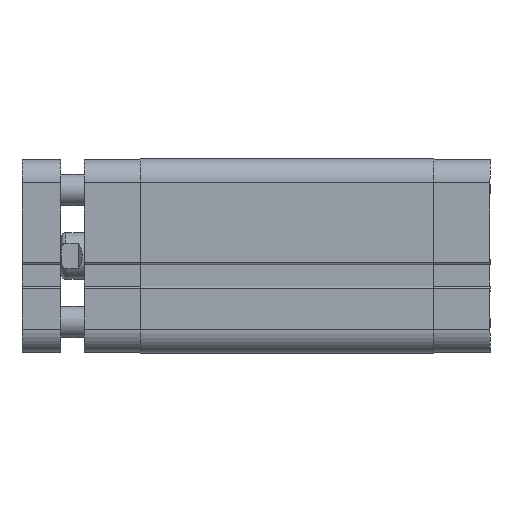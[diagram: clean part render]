
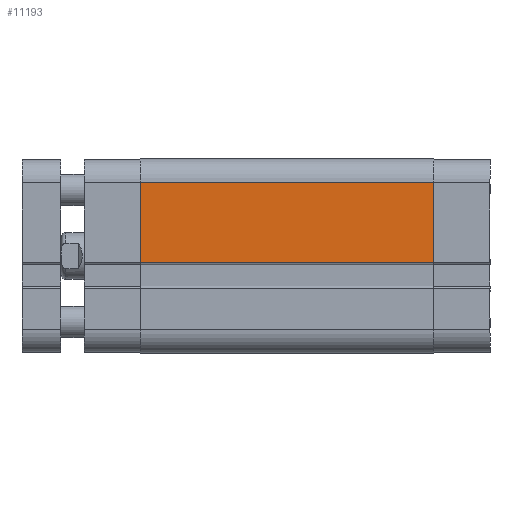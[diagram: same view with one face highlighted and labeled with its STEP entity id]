
A CAD part, left-side view. The second image highlights one B-rep face of the part: STEP entity #11193.
In plain terms, the highlighted planar face has unit normal (-1, 0, 0).
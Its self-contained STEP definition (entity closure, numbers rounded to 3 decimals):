
#8970=CARTESIAN_POINT('',(-25.05,-37.75,19.05));
#8971=VERTEX_POINT('',#8970);
#8979=CARTESIAN_POINT('',(-25.05,-37.75,-1.75));
#8980=VERTEX_POINT('',#8979);
#8981=CARTESIAN_POINT('',(-25.05,-37.75,-1.75));
#8982=DIRECTION('',(0.0,0.0,1.0));
#8983=VECTOR('',#8982,20.8);
#8984=LINE('',#8981,#8983);
#8985=EDGE_CURVE('',#8980,#8971,#8984,.T.);
#10756=CARTESIAN_POINT('',(-25.05,37.75,-1.75));
#10757=VERTEX_POINT('',#10756);
#10765=CARTESIAN_POINT('',(-25.05,37.75,19.05));
#10766=VERTEX_POINT('',#10765);
#10767=CARTESIAN_POINT('',(-25.05,37.75,19.05));
#10768=DIRECTION('',(0.0,0.0,-1.0));
#10769=VECTOR('',#10768,20.8);
#10770=LINE('',#10767,#10769);
#10771=EDGE_CURVE('',#10766,#10757,#10770,.T.);
#11166=CARTESIAN_POINT('',(-25.05,-37.75,19.05));
#11167=DIRECTION('',(0.0,1.0,0.0));
#11168=VECTOR('',#11167,75.5);
#11169=LINE('',#11166,#11168);
#11170=EDGE_CURVE('',#8971,#10766,#11169,.T.);
#11177=CARTESIAN_POINT('',(-25.05,0.0,19.05));
#11178=DIRECTION('',(-1.0,0.0,0.0));
#11179=DIRECTION('',(0.0,0.0,1.0));
#11180=AXIS2_PLACEMENT_3D('',#11177,#11178,#11179);
#11181=PLANE('',#11180);
#11182=ORIENTED_EDGE('',*,*,#10771,.T.);
#11183=CARTESIAN_POINT('',(-25.05,-37.75,-1.75));
#11184=DIRECTION('',(0.0,1.0,0.0));
#11185=VECTOR('',#11184,75.5);
#11186=LINE('',#11183,#11185);
#11187=EDGE_CURVE('',#8980,#10757,#11186,.T.);
#11188=ORIENTED_EDGE('',*,*,#11187,.F.);
#11189=ORIENTED_EDGE('',*,*,#8985,.T.);
#11190=ORIENTED_EDGE('',*,*,#11170,.T.);
#11191=EDGE_LOOP('',(#11182,#11188,#11189,#11190));
#11192=FACE_OUTER_BOUND('',#11191,.T.);
#11193=ADVANCED_FACE('',(#11192),#11181,.T.);
